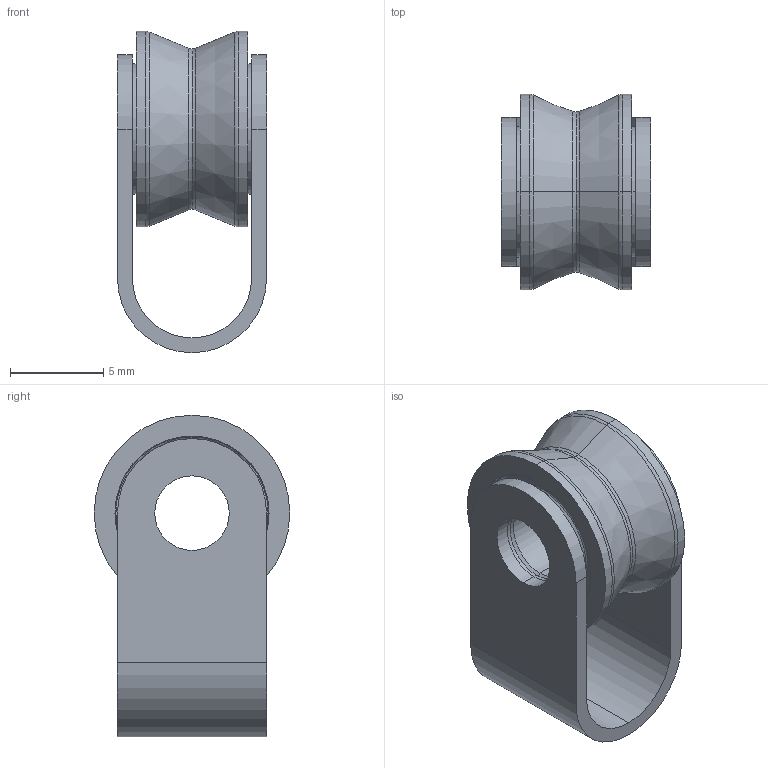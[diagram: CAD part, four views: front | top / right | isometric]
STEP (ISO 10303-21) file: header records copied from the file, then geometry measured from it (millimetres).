
FILE_DESCRIPTION (( 'STEP AP203' ), '1' );
FILE_NAME ('3408-0001-0001 assembly.STEP', '2021-02-25T19:27:12', ( '' ), ( '' ), 'SwSTEP 2.0', 'SolidWorks 2016', '' );
FILE_SCHEMA (( 'CONFIG_CONTROL_DESIGN' ));
Length unit declared in the file: millimetre
Products named in the file (5): 2914-0002-0001; 2807-0407-0200 for string loom; 3408-0001-0001 assembly; 2914-0002-0001 assembly; 1609-0610-0004
Assembly tree (5 placements, depth 3):
  3408-0001-0001 assembly
    2914-0002-0001 assembly
      2914-0002-0001
      2807-0407-0200 for string loom  x2
    1609-0610-0004
Bounding box: 8 x 10.5 x 17.25 mm (x, y, z)
Volume: 543.7 mm3; surface area: 1223.4 mm2
Topology: 6 solids, 6 shells, 118 faces, 246 edges, 150 vertices
Faces by surface type: cylinder 40, torus 28, plane 26, cone 24
Entity records: 3603 total; most frequent: DIRECTION 630, CARTESIAN_POINT 517, ORIENTED_EDGE 468, AXIS2_PLACEMENT_3D 279, EDGE_CURVE 234, CIRCLE 158, VERTEX_POINT 142, EDGE_LOOP 130
